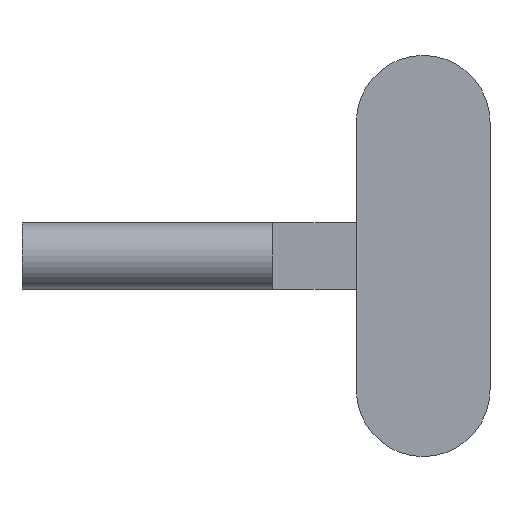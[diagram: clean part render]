
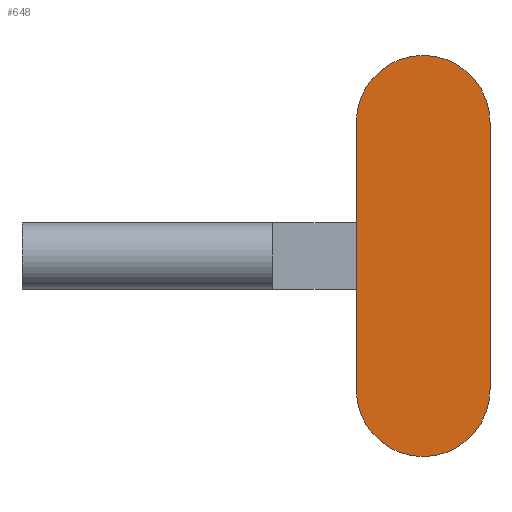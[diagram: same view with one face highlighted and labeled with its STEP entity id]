
A CAD part, front view. The second image highlights one B-rep face of the part: STEP entity #648.
In plain terms, the highlighted planar face has unit normal (0, -1, 0).
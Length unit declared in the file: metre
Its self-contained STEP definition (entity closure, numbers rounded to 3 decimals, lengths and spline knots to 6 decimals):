
#31 = ORIENTED_EDGE ( 'NONE', *, *, #315, .F. ) ;
#56 = AXIS2_PLACEMENT_3D ( 'NONE', #332, #327, #253 ) ;
#99 = LINE ( 'NONE', #656, #251 ) ;
#161 = EDGE_LOOP ( 'NONE', ( #795, #231, #31, #307, #843 ) ) ;
#169 = CIRCLE ( 'NONE', #741, 0.004 ) ;
#231 = ORIENTED_EDGE ( 'NONE', *, *, #499, .T. ) ;
#251 = VECTOR ( 'NONE', #796, 1. ) ;
#253 = DIRECTION ( 'NONE',  ( 0., 0., -1. ) ) ;
#307 = ORIENTED_EDGE ( 'NONE', *, *, #732, .T. ) ;
#315 = EDGE_CURVE ( 'NONE', #835, #628, #399, .T. ) ;
#327 = DIRECTION ( 'NONE',  ( 0., -1., 0. ) ) ;
#332 = CARTESIAN_POINT ( 'NONE',  ( 0., 0., 0. ) ) ;
#353 = CIRCLE ( 'NONE', #414, 0.004 ) ;
#369 = CIRCLE ( 'NONE', #761, 0.004 ) ;
#395 = FACE_OUTER_BOUND ( 'NONE', #161, .T. ) ;
#399 = LINE ( 'NONE', #678, #579 ) ;
#414 = AXIS2_PLACEMENT_3D ( 'NONE', #891, #543, #467 ) ;
#442 = CARTESIAN_POINT ( 'NONE',  ( 0.008, 0., -0.02 ) ) ;
#448 = DIRECTION ( 'NONE',  ( 0., -1., 0. ) ) ;
#467 = DIRECTION ( 'NONE',  ( 0., 0., -1. ) ) ;
#497 = CARTESIAN_POINT ( 'NONE',  ( 0., 0., -0.02 ) ) ;
#499 = EDGE_CURVE ( 'NONE', #764, #628, #169, .T. ) ;
#524 = VERTEX_POINT ( 'NONE', #442 ) ;
#543 = DIRECTION ( 'NONE',  ( 0., -1., 0. ) ) ;
#573 = EDGE_CURVE ( 'NONE', #764, #524, #99, .T. ) ;
#579 = VECTOR ( 'NONE', #826, 1. ) ;
#623 = CARTESIAN_POINT ( 'NONE',  ( 0.008, 0., -0.004 ) ) ;
#624 = EDGE_CURVE ( 'NONE', #767, #524, #353, .T. ) ;
#628 = VERTEX_POINT ( 'NONE', #749 ) ;
#648 = ADVANCED_FACE ( 'NONE', ( #395 ), #886, .T. ) ;
#656 = CARTESIAN_POINT ( 'NONE',  ( 0.008, 0., 0. ) ) ;
#678 = CARTESIAN_POINT ( 'NONE',  ( 0., 0., 0. ) ) ;
#685 = DIRECTION ( 'NONE',  ( 0., -1., 0. ) ) ;
#728 = CARTESIAN_POINT ( 'NONE',  ( 0.004, 0., -0.004 ) ) ;
#732 = EDGE_CURVE ( 'NONE', #835, #767, #369, .T. ) ;
#741 = AXIS2_PLACEMENT_3D ( 'NONE', #728, #448, #811 ) ;
#749 = CARTESIAN_POINT ( 'NONE',  ( 0., 0., -0.004 ) ) ;
#754 = CARTESIAN_POINT ( 'NONE',  ( 0.004, 0., -0.024 ) ) ;
#757 = DIRECTION ( 'NONE',  ( 0., 0., -1. ) ) ;
#761 = AXIS2_PLACEMENT_3D ( 'NONE', #825, #685, #757 ) ;
#764 = VERTEX_POINT ( 'NONE', #623 ) ;
#767 = VERTEX_POINT ( 'NONE', #754 ) ;
#795 = ORIENTED_EDGE ( 'NONE', *, *, #573, .F. ) ;
#796 = DIRECTION ( 'NONE',  ( 0., 0., -1. ) ) ;
#811 = DIRECTION ( 'NONE',  ( 0., 0., -1. ) ) ;
#825 = CARTESIAN_POINT ( 'NONE',  ( 0.004, 0., -0.02 ) ) ;
#826 = DIRECTION ( 'NONE',  ( 0., 0., 1. ) ) ;
#835 = VERTEX_POINT ( 'NONE', #497 ) ;
#843 = ORIENTED_EDGE ( 'NONE', *, *, #624, .T. ) ;
#886 = PLANE ( 'NONE',  #56 ) ;
#891 = CARTESIAN_POINT ( 'NONE',  ( 0.004, 0., -0.02 ) ) ;
